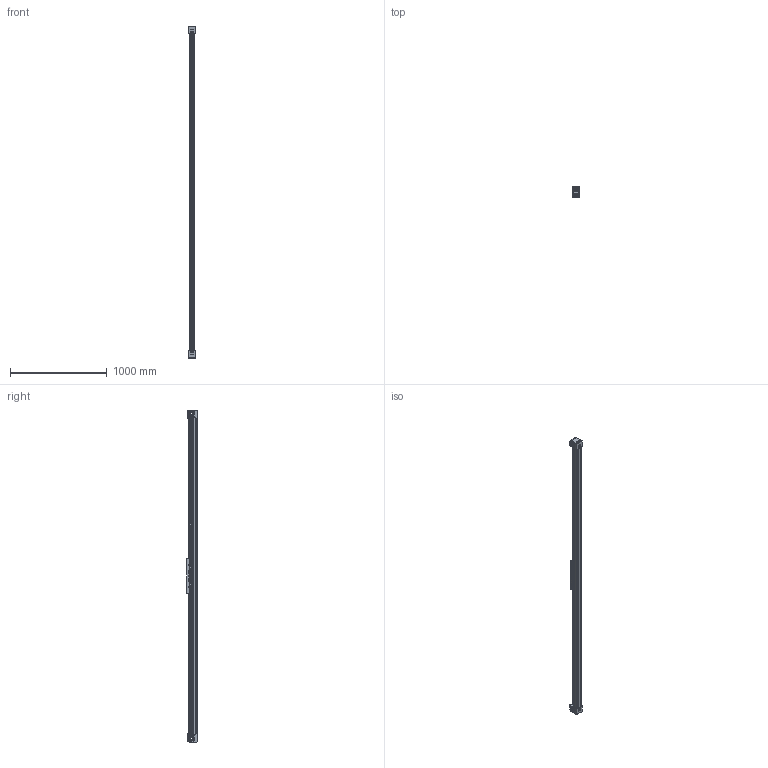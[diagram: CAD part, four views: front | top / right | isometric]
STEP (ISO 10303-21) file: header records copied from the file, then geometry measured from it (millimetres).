
FILE_DESCRIPTION (( 'STEP AP214' ), '1' );
FILE_NAME ('BLM60-2900.STEP', '2023-02-28T09:25:16', ( '' ), ( '' ), 'SwSTEP 2.0', 'SolidWorks 2023', '' );
FILE_SCHEMA (( 'AUTOMOTIVE_DESIGN' ));
Length unit declared in the file: millimetre
Products named in the file (1): BLM60-2900
Bounding box: 80 x 104 x 3436 mm (x, y, z)
Volume: 12093602.4 mm3; surface area: 2448065.9 mm2
Topology: 118 solids, 118 shells, 6400 faces, 17984 edges, 11780 vertices
Faces by surface type: plane 3614, cylinder 2418, torus 176, sphere 116, cone 52, bspline 24
Entity records: 280922 total; most frequent: CARTESIAN_POINT 40695, DIRECTION 35580, ORIENTED_EDGE 35264, EDGE_CURVE 17632, LINE 12106, VECTOR 12106, AXIS2_PLACEMENT_3D 11737, VERTEX_POINT 11668
